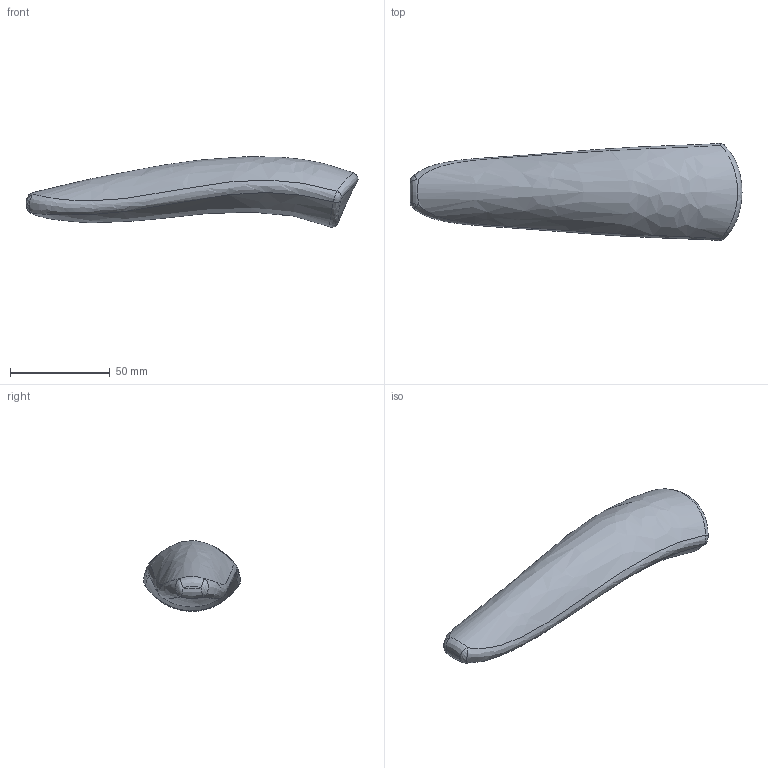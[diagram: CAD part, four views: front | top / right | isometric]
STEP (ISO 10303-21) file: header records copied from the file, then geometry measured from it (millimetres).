
FILE_DESCRIPTION(/* description */ (''),/* implementation_level */ '2;1');
FILE_NAME(/* name */ 'Remote Control.step',/* time_stamp */ '2019-10-18T01:18:31-05:00',/* author */ (''),/* organization */ (''),/* preprocessor_version */ 'ST-DEVELOPER v18',/* originating_system */ 'Autodesk Translation Framework v8.6.0.1094',/* authorisation */ '');
FILE_SCHEMA (('AUTOMOTIVE_DESIGN { 1 0 10303 214 3 1 1 }'));
Length unit declared in the file: inch
Products named in the file (1): Advanced Modeling
Bounding box: 166.42 x 48.67 x 35.45 mm (x, y, z)
Volume: 120197.3 mm3; surface area: 17136.6 mm2
Topology: 1 solids, 1 shells, 14 faces, 28 edges, 14 vertices
Faces by surface type: bspline 12, cone 1, plane 1
Entity records: 1762 total; most frequent: CARTESIAN_POINT 1540, ORIENTED_EDGE 52, B_SPLINE_CURVE_WITH_KNOTS 26, EDGE_CURVE 26, FACE_OUTER_BOUND 14, EDGE_LOOP 14, VERTEX_POINT 14, ADVANCED_FACE 14
